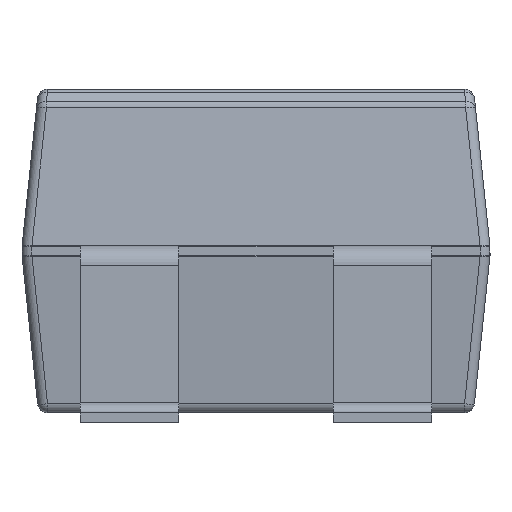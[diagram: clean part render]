
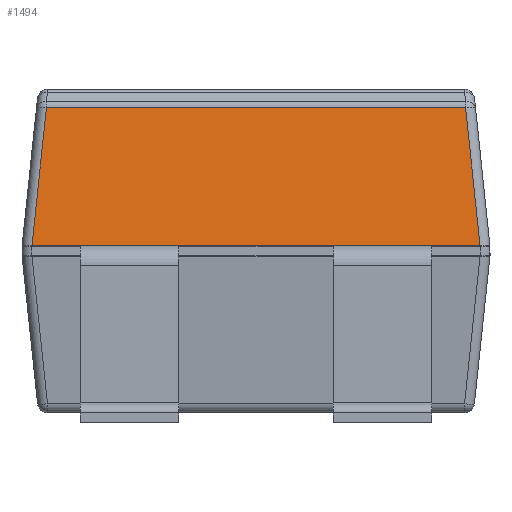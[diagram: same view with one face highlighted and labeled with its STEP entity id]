
A CAD part, left-side view. The second image highlights one B-rep face of the part: STEP entity #1494.
In plain terms, the highlighted planar face has unit normal (-0.995, 0, 0.104).
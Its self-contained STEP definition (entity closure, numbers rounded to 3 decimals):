
#865 = VERTEX_POINT('',#866);
#866 = CARTESIAN_POINT('',(0.001,0.1,1.781));
#876 = EDGE_CURVE('',#865,#877,#879,.T.);
#877 = VERTEX_POINT('',#878);
#878 = CARTESIAN_POINT('',(0.001,4.6,1.781));
#879 = LINE('',#880,#881);
#880 = CARTESIAN_POINT('',(0.001,0.,1.781));
#881 = VECTOR('',#882,1.);
#882 = DIRECTION('',(0.,1.,-0.));
#1494 = ADVANCED_FACE('',(#1495),#1520,.T.);
#1495 = FACE_BOUND('',#1496,.T.);
#1496 = EDGE_LOOP('',(#1497,#1498,#1506,#1514));
#1497 = ORIENTED_EDGE('',*,*,#876,.F.);
#1498 = ORIENTED_EDGE('',*,*,#1499,.T.);
#1499 = EDGE_CURVE('',#865,#1500,#1502,.T.);
#1500 = VERTEX_POINT('',#1501);
#1501 = CARTESIAN_POINT('',(0.146,0.245,3.164)
  );
#1502 = LINE('',#1503,#1504);
#1503 = CARTESIAN_POINT('',(-0.001,0.098,
    1.766));
#1504 = VECTOR('',#1505,1.);
#1505 = DIRECTION('',(0.104,0.104,0.989));
#1506 = ORIENTED_EDGE('',*,*,#1507,.T.);
#1507 = EDGE_CURVE('',#1500,#1508,#1510,.T.);
#1508 = VERTEX_POINT('',#1509);
#1509 = CARTESIAN_POINT('',(0.146,4.455,3.164)
  );
#1510 = LINE('',#1511,#1512);
#1511 = CARTESIAN_POINT('',(0.146,0.15,3.164
    ));
#1512 = VECTOR('',#1513,1.);
#1513 = DIRECTION('',(0.,1.,0.));
#1514 = ORIENTED_EDGE('',*,*,#1515,.F.);
#1515 = EDGE_CURVE('',#877,#1508,#1516,.T.);
#1516 = LINE('',#1517,#1518);
#1517 = CARTESIAN_POINT('',(-0.001,4.602,
    1.766));
#1518 = VECTOR('',#1519,1.);
#1519 = DIRECTION('',(0.104,-0.104,0.989));
#1520 = PLANE('',#1521);
#1521 = AXIS2_PLACEMENT_3D('',#1522,#1523,#1524);
#1522 = CARTESIAN_POINT('',(0.,0.,1.776));
#1523 = DIRECTION('',(-0.995,0.,0.105));
#1524 = DIRECTION('',(0.,1.,0.));
